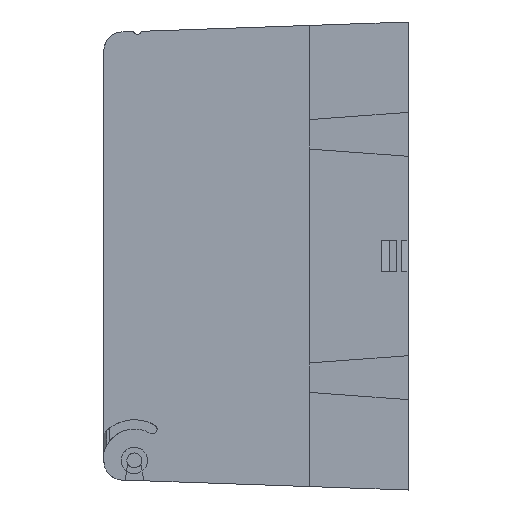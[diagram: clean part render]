
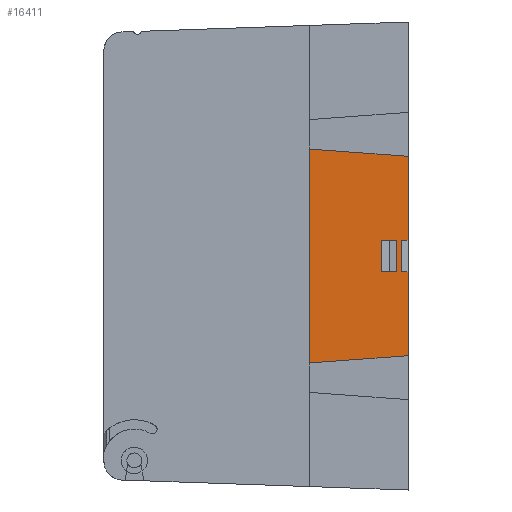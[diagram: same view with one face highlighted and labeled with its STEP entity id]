
A CAD part, left-side view. The second image highlights one B-rep face of the part: STEP entity #16411.
In plain terms, the highlighted face is planar.
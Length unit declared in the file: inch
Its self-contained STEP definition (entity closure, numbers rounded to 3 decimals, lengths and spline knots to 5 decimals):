
#628 = ORIENTED_EDGE ( 'NONE', *, *, #3097, .F. ) ;
#691 = VERTEX_POINT ( 'NONE', #3356 ) ;
#1010 = LINE ( 'NONE', #8848, #19623 ) ;
#1165 = VECTOR ( 'NONE', #19565, 39.37008 ) ;
#1174 = ORIENTED_EDGE ( 'NONE', *, *, #9296, .T. ) ;
#1329 = VECTOR ( 'NONE', #10149, 39.37008 ) ;
#1946 = DIRECTION ( 'NONE',  ( 0., 0., 1. ) ) ;
#2116 = DIRECTION ( 'NONE',  ( 1., 0., 0. ) ) ;
#2349 = ORIENTED_EDGE ( 'NONE', *, *, #24833, .T. ) ;
#2387 = LINE ( 'NONE', #10221, #13606 ) ;
#2496 = DIRECTION ( 'NONE',  ( 0., 0., -1. ) ) ;
#2605 = VECTOR ( 'NONE', #22241, 39.37008 ) ;
#2858 = EDGE_CURVE ( 'NONE', #16644, #23725, #8283, .T. ) ;
#3097 = EDGE_CURVE ( 'NONE', #18415, #20080, #5804, .T. ) ;
#3152 = LINE ( 'NONE', #13378, #12751 ) ;
#3356 = CARTESIAN_POINT ( 'NONE',  ( 0.8575, 1.05, 1.14282 ) ) ;
#4802 = EDGE_LOOP ( 'NONE', ( #11047, #2349, #22368, #16415 ) ) ;
#5097 = CARTESIAN_POINT ( 'NONE',  ( 0.8575, 0.2816, -0.17 ) ) ;
#5117 = CARTESIAN_POINT ( 'NONE',  ( 0.8575, 0.12, 0.17 ) ) ;
#5804 = LINE ( 'NONE', #6050, #1329 ) ;
#5853 = ORIENTED_EDGE ( 'NONE', *, *, #22581, .F. ) ;
#6050 = CARTESIAN_POINT ( 'NONE',  ( 0.8575, 0., -0.17 ) ) ;
#6413 = LINE ( 'NONE', #21811, #19224 ) ;
#6580 = CARTESIAN_POINT ( 'NONE',  ( 0.8575, 0., 2.25 ) ) ;
#6672 = VECTOR ( 'NONE', #8032, 39.37008 ) ;
#6880 = CARTESIAN_POINT ( 'NONE',  ( 0.8575, 0.2816, 0.17 ) ) ;
#6889 = VECTOR ( 'NONE', #1946, 39.37008 ) ;
#7260 = CARTESIAN_POINT ( 'NONE',  ( 0.8575, 0., -0.17 ) ) ;
#7492 = CARTESIAN_POINT ( 'NONE',  ( 0.8575, 0., -1.065 ) ) ;
#8032 = DIRECTION ( 'NONE',  ( 0., 1., 0. ) ) ;
#8151 = VECTOR ( 'NONE', #17107, 39.37008 ) ;
#8283 = LINE ( 'NONE', #17787, #6672 ) ;
#8729 = EDGE_CURVE ( 'NONE', #22323, #691, #11686, .T. ) ;
#8848 = CARTESIAN_POINT ( 'NONE',  ( 0.8575, 0.2816, -0.17 ) ) ;
#9296 = EDGE_CURVE ( 'NONE', #691, #14549, #19819, .T. ) ;
#9544 = EDGE_CURVE ( 'NONE', #14549, #24435, #15299, .T. ) ;
#10149 = DIRECTION ( 'NONE',  ( 0., 1., 0. ) ) ;
#10221 = CARTESIAN_POINT ( 'NONE',  ( 0.8575, 0.07, -0.17 ) ) ;
#10746 = VERTEX_POINT ( 'NONE', #5097 ) ;
#11047 = ORIENTED_EDGE ( 'NONE', *, *, #24950, .F. ) ;
#11181 = CARTESIAN_POINT ( 'NONE',  ( 0.8575, 0., 2.25 ) ) ;
#11292 = EDGE_CURVE ( 'NONE', #24435, #14848, #3152, .T. ) ;
#11686 = LINE ( 'NONE', #19526, #6889 ) ;
#11954 = ORIENTED_EDGE ( 'NONE', *, *, #14480, .F. ) ;
#12068 = LINE ( 'NONE', #14249, #12356 ) ;
#12356 = VECTOR ( 'NONE', #18376, 39.37008 ) ;
#12687 = LINE ( 'NONE', #14988, #14832 ) ;
#12751 = VECTOR ( 'NONE', #18798, 39.37008 ) ;
#13228 = CARTESIAN_POINT ( 'NONE',  ( 0.8575, 1.05, -1.14282 ) ) ;
#13370 = CARTESIAN_POINT ( 'NONE',  ( 0.8575, 0., 0.17 ) ) ;
#13378 = CARTESIAN_POINT ( 'NONE',  ( 0.8575, 0., 0.17 ) ) ;
#13606 = VECTOR ( 'NONE', #14575, 39.37008 ) ;
#14249 = CARTESIAN_POINT ( 'NONE',  ( 0.8575, 0.80261, -1.12449 ) ) ;
#14293 = FACE_OUTER_BOUND ( 'NONE', #15283, .T. ) ;
#14480 = EDGE_CURVE ( 'NONE', #22323, #25316, #12068, .T. ) ;
#14549 = VERTEX_POINT ( 'NONE', #22346 ) ;
#14575 = DIRECTION ( 'NONE',  ( 0., 0., 1. ) ) ;
#14610 = DIRECTION ( 'NONE',  ( 0., 1., 0. ) ) ;
#14832 = VECTOR ( 'NONE', #22831, 39.37008 ) ;
#14848 = VERTEX_POINT ( 'NONE', #21304 ) ;
#14988 = CARTESIAN_POINT ( 'NONE',  ( 0.8575, 0.2816, -0.17 ) ) ;
#15283 = EDGE_LOOP ( 'NONE', ( #628, #24871, #11954, #22069, #1174, #16271, #24172, #5853 ) ) ;
#15299 = LINE ( 'NONE', #11181, #8151 ) ;
#16271 = ORIENTED_EDGE ( 'NONE', *, *, #9544, .T. ) ;
#16411 = ADVANCED_FACE ( 'NONE', ( #14293, #23812 ), #23939, .T. ) ;
#16415 = ORIENTED_EDGE ( 'NONE', *, *, #22460, .F. ) ;
#16644 = VERTEX_POINT ( 'NONE', #5117 ) ;
#16882 = CARTESIAN_POINT ( 'NONE',  ( 0.8575, 0.12, -0.17 ) ) ;
#17107 = DIRECTION ( 'NONE',  ( 0., 0., -1. ) ) ;
#17787 = CARTESIAN_POINT ( 'NONE',  ( 0.8575, 0.2816, 0.17 ) ) ;
#18024 = CARTESIAN_POINT ( 'NONE',  ( 0.8575, 0., 1.065 ) ) ;
#18376 = DIRECTION ( 'NONE',  ( 0., -0.997, 0.074 ) ) ;
#18415 = VERTEX_POINT ( 'NONE', #7260 ) ;
#18798 = DIRECTION ( 'NONE',  ( 0., 1., 0. ) ) ;
#19224 = VECTOR ( 'NONE', #22321, 39.37008 ) ;
#19526 = CARTESIAN_POINT ( 'NONE',  ( 0.8575, 1.05, -2.21333 ) ) ;
#19565 = DIRECTION ( 'NONE',  ( 0., -0.997, -0.074 ) ) ;
#19623 = VECTOR ( 'NONE', #14610, 39.37008 ) ;
#19819 = LINE ( 'NONE', #18024, #1165 ) ;
#20080 = VERTEX_POINT ( 'NONE', #23119 ) ;
#21304 = CARTESIAN_POINT ( 'NONE',  ( 0.8575, 0.07, 0.17 ) ) ;
#21811 = CARTESIAN_POINT ( 'NONE',  ( 0.8575, 0.12, -0.17 ) ) ;
#22069 = ORIENTED_EDGE ( 'NONE', *, *, #8729, .T. ) ;
#22241 = DIRECTION ( 'NONE',  ( 0., 0., -1. ) ) ;
#22252 = EDGE_CURVE ( 'NONE', #18415, #25316, #22622, .T. ) ;
#22263 = CARTESIAN_POINT ( 'NONE',  ( 0.8575, 1.05, 2.21333 ) ) ;
#22321 = DIRECTION ( 'NONE',  ( 0., 0., 1. ) ) ;
#22323 = VERTEX_POINT ( 'NONE', #13228 ) ;
#22346 = CARTESIAN_POINT ( 'NONE',  ( 0.8575, 0., 1.065 ) ) ;
#22368 = ORIENTED_EDGE ( 'NONE', *, *, #2858, .T. ) ;
#22460 = EDGE_CURVE ( 'NONE', #10746, #23725, #12687, .T. ) ;
#22581 = EDGE_CURVE ( 'NONE', #20080, #14848, #2387, .T. ) ;
#22622 = LINE ( 'NONE', #6580, #2605 ) ;
#22673 = VERTEX_POINT ( 'NONE', #16882 ) ;
#22831 = DIRECTION ( 'NONE',  ( 0., 0., 1. ) ) ;
#23119 = CARTESIAN_POINT ( 'NONE',  ( 0.8575, 0.07, -0.17 ) ) ;
#23725 = VERTEX_POINT ( 'NONE', #6880 ) ;
#23812 = FACE_BOUND ( 'NONE', #4802, .T. ) ;
#23939 = PLANE ( 'NONE',  #24745 ) ;
#24172 = ORIENTED_EDGE ( 'NONE', *, *, #11292, .T. ) ;
#24435 = VERTEX_POINT ( 'NONE', #13370 ) ;
#24745 = AXIS2_PLACEMENT_3D ( 'NONE', #22263, #2116, #2496 ) ;
#24833 = EDGE_CURVE ( 'NONE', #22673, #16644, #6413, .T. ) ;
#24871 = ORIENTED_EDGE ( 'NONE', *, *, #22252, .T. ) ;
#24950 = EDGE_CURVE ( 'NONE', #22673, #10746, #1010, .T. ) ;
#25316 = VERTEX_POINT ( 'NONE', #7492 ) ;
